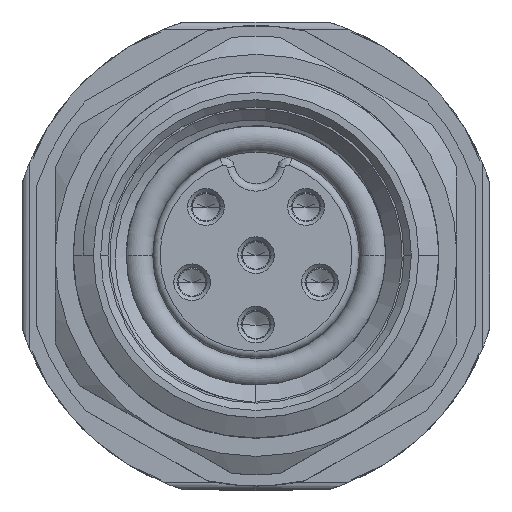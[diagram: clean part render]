
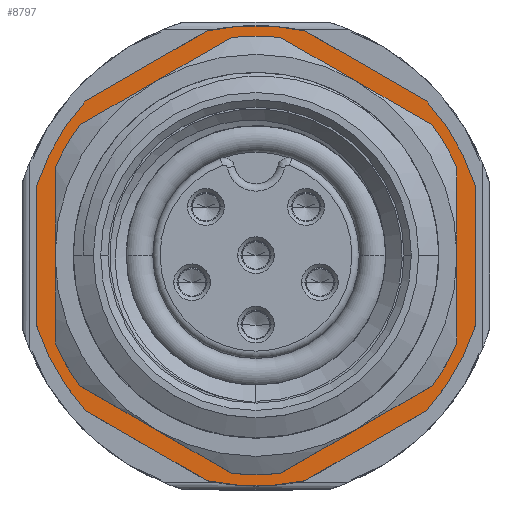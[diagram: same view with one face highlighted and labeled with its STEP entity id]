
A CAD part, top view. The second image highlights one B-rep face of the part: STEP entity #8797.
In plain terms, the highlighted planar face has unit normal (0, 0, 1).
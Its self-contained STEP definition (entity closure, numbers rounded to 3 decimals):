
#5372=CARTESIAN_POINT('',(0.,0.,-3.8));
#5373=DIRECTION('',(0.,0.,-1.));
#5374=DIRECTION('',(-0.212,0.977,0.));
#5375=AXIS2_PLACEMENT_3D('',#5372,#5373,#5374);
#5377=DIRECTION('',(0.866,-0.5,0.));
#5378=VECTOR('',#5377,3.842);
#5379=CARTESIAN_POINT('',(1.336,6.157,-3.8));
#5380=LINE('',#5379,#5378);
#5381=CARTESIAN_POINT('',(0.,0.,-3.8));
#5382=DIRECTION('',(0.,0.,-1.));
#5383=DIRECTION('',(0.74,0.672,0.));
#5384=AXIS2_PLACEMENT_3D('',#5381,#5382,#5383);
#5386=DIRECTION('',(0.,-1.,0.));
#5387=VECTOR('',#5386,3.842);
#5388=CARTESIAN_POINT('',(6.,1.921,-3.8));
#5389=LINE('',#5388,#5387);
#5390=CARTESIAN_POINT('',(0.,0.,-3.8));
#5391=DIRECTION('',(0.,0.,-1.));
#5392=DIRECTION('',(0.952,-0.305,0.));
#5393=AXIS2_PLACEMENT_3D('',#5390,#5391,#5392);
#5395=DIRECTION('',(-0.866,-0.5,0.));
#5396=VECTOR('',#5395,3.842);
#5397=CARTESIAN_POINT('',(4.664,-4.236,-3.8));
#5398=LINE('',#5397,#5396);
#5399=CARTESIAN_POINT('',(0.,0.,-3.8));
#5400=DIRECTION('',(0.,0.,-1.));
#5401=DIRECTION('',(0.212,-0.977,0.));
#5402=AXIS2_PLACEMENT_3D('',#5399,#5400,#5401);
#5404=DIRECTION('',(-0.866,0.5,0.));
#5405=VECTOR('',#5404,3.842);
#5406=CARTESIAN_POINT('',(-1.336,-6.157,-3.8));
#5407=LINE('',#5406,#5405);
#5408=CARTESIAN_POINT('',(0.,0.,-3.8));
#5409=DIRECTION('',(0.,0.,-1.));
#5410=DIRECTION('',(-0.74,-0.672,0.));
#5411=AXIS2_PLACEMENT_3D('',#5408,#5409,#5410);
#5413=DIRECTION('',(0.,1.,0.));
#5414=VECTOR('',#5413,3.842);
#5415=CARTESIAN_POINT('',(-6.,-1.921,-3.8));
#5416=LINE('',#5415,#5414);
#5417=CARTESIAN_POINT('',(0.,0.,-3.8));
#5418=DIRECTION('',(0.,0.,-1.));
#5419=DIRECTION('',(-0.952,0.305,0.));
#5420=AXIS2_PLACEMENT_3D('',#5417,#5418,#5419);
#5422=DIRECTION('',(0.866,0.5,0.));
#5423=VECTOR('',#5422,3.842);
#5424=CARTESIAN_POINT('',(-4.664,4.236,-3.8));
#5425=LINE('',#5424,#5423);
#5426=CARTESIAN_POINT('',(0.,0.,-3.8));
#5427=DIRECTION('',(0.,0.,1.));
#5428=DIRECTION('',(-1.,0.,0.));
#5429=AXIS2_PLACEMENT_3D('',#5426,#5427,#5428);
#5431=CARTESIAN_POINT('',(0.,0.,-3.8));
#5432=DIRECTION('',(0.,0.,1.));
#5433=DIRECTION('',(1.,0.,0.));
#5434=AXIS2_PLACEMENT_3D('',#5431,#5432,#5433);
#8042=CARTESIAN_POINT('',(-1.336,6.157,-3.8));
#8043=CARTESIAN_POINT('',(1.336,6.157,-3.8));
#8044=VERTEX_POINT('',#8042);
#8045=VERTEX_POINT('',#8043);
#8046=CARTESIAN_POINT('',(4.664,4.236,-3.8));
#8047=VERTEX_POINT('',#8046);
#8048=CARTESIAN_POINT('',(6.,1.921,-3.8));
#8049=VERTEX_POINT('',#8048);
#8050=CARTESIAN_POINT('',(6.,-1.921,-3.8));
#8051=VERTEX_POINT('',#8050);
#8052=CARTESIAN_POINT('',(4.664,-4.236,-3.8));
#8053=VERTEX_POINT('',#8052);
#8054=CARTESIAN_POINT('',(1.336,-6.157,-3.8));
#8055=VERTEX_POINT('',#8054);
#8056=CARTESIAN_POINT('',(-1.336,-6.157,-3.8));
#8057=VERTEX_POINT('',#8056);
#8058=CARTESIAN_POINT('',(-4.664,-4.236,-3.8));
#8059=VERTEX_POINT('',#8058);
#8060=CARTESIAN_POINT('',(-6.,-1.921,-3.8));
#8061=VERTEX_POINT('',#8060);
#8062=CARTESIAN_POINT('',(-6.,1.921,-3.8));
#8063=VERTEX_POINT('',#8062);
#8064=CARTESIAN_POINT('',(-4.664,4.236,-3.8));
#8065=VERTEX_POINT('',#8064);
#8084=CARTESIAN_POINT('',(-4.7,0.,-3.8));
#8085=CARTESIAN_POINT('',(4.7,0.,-3.8));
#8086=VERTEX_POINT('',#8084);
#8087=VERTEX_POINT('',#8085);
#8760=CARTESIAN_POINT('',(0.,0.,-3.8));
#8761=DIRECTION('',(0.,0.,-1.));
#8762=DIRECTION('',(-1.,0.,0.));
#8763=AXIS2_PLACEMENT_3D('',#8760,#8761,#8762);
#8764=PLANE('',#8763);
#8766=ORIENTED_EDGE('',*,*,#8765,.T.);
#8768=ORIENTED_EDGE('',*,*,#8767,.T.);
#8770=ORIENTED_EDGE('',*,*,#8769,.T.);
#8772=ORIENTED_EDGE('',*,*,#8771,.T.);
#8774=ORIENTED_EDGE('',*,*,#8773,.T.);
#8776=ORIENTED_EDGE('',*,*,#8775,.T.);
#8778=ORIENTED_EDGE('',*,*,#8777,.T.);
#8780=ORIENTED_EDGE('',*,*,#8779,.T.);
#8782=ORIENTED_EDGE('',*,*,#8781,.T.);
#8784=ORIENTED_EDGE('',*,*,#8783,.T.);
#8786=ORIENTED_EDGE('',*,*,#8785,.T.);
#8788=ORIENTED_EDGE('',*,*,#8787,.T.);
#8789=EDGE_LOOP('',(#8766,#8768,#8770,#8772,#8774,#8776,#8778,#8780,#8782,#8784,
#8786,#8788));
#8790=FACE_OUTER_BOUND('',#8789,.F.);
#8792=ORIENTED_EDGE('',*,*,#8791,.T.);
#8794=ORIENTED_EDGE('',*,*,#8793,.T.);
#8795=EDGE_LOOP('',(#8792,#8794));
#8796=FACE_BOUND('',#8795,.F.);
#5376=CIRCLE('',#5375,6.3);
#5385=CIRCLE('',#5384,6.3);
#5394=CIRCLE('',#5393,6.3);
#5403=CIRCLE('',#5402,6.3);
#5412=CIRCLE('',#5411,6.3);
#5421=CIRCLE('',#5420,6.3);
#5430=CIRCLE('',#5429,4.7);
#5435=CIRCLE('',#5434,4.7);
#8765=EDGE_CURVE('',#8044,#8045,#5376,.T.);
#8767=EDGE_CURVE('',#8045,#8047,#5380,.T.);
#8769=EDGE_CURVE('',#8047,#8049,#5385,.T.);
#8771=EDGE_CURVE('',#8049,#8051,#5389,.T.);
#8773=EDGE_CURVE('',#8051,#8053,#5394,.T.);
#8775=EDGE_CURVE('',#8053,#8055,#5398,.T.);
#8777=EDGE_CURVE('',#8055,#8057,#5403,.T.);
#8779=EDGE_CURVE('',#8057,#8059,#5407,.T.);
#8781=EDGE_CURVE('',#8059,#8061,#5412,.T.);
#8783=EDGE_CURVE('',#8061,#8063,#5416,.T.);
#8785=EDGE_CURVE('',#8063,#8065,#5421,.T.);
#8787=EDGE_CURVE('',#8065,#8044,#5425,.T.);
#8791=EDGE_CURVE('',#8086,#8087,#5430,.T.);
#8793=EDGE_CURVE('',#8087,#8086,#5435,.T.);
#8797=ADVANCED_FACE('',(#8790,#8796),#8764,.F.);
